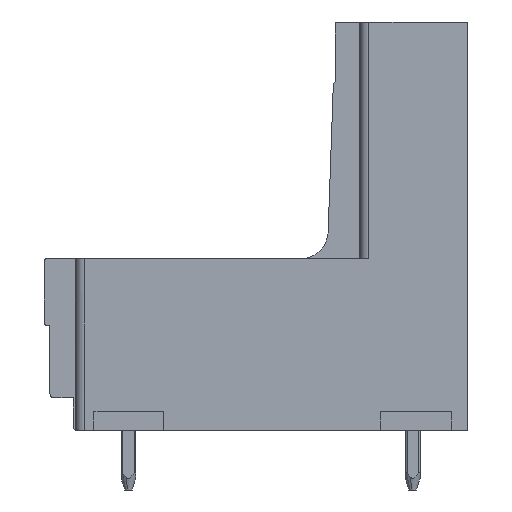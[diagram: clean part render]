
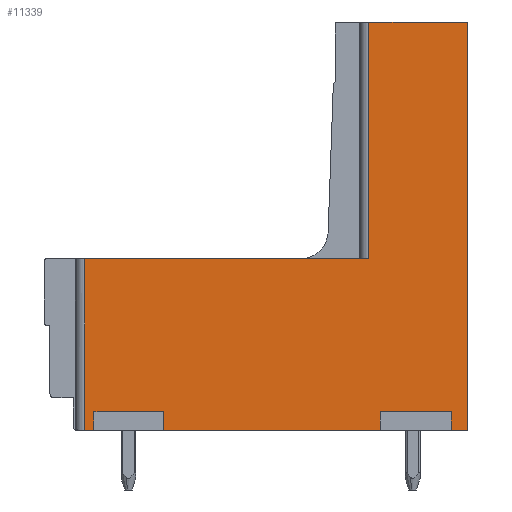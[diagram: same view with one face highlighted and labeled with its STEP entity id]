
A CAD part, left-side view. The second image highlights one B-rep face of the part: STEP entity #11339.
In plain terms, the highlighted planar face has unit normal (-1, 0, 0).
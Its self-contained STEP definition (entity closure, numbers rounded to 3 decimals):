
#11278=AXIS2_PLACEMENT_3D('Plane Axis2P3D',#11275,#11276,#11277) ;
#194=CARTESIAN_POINT('Vertex',(0.,0.,3.2)) ;
#197=CARTESIAN_POINT('Line Origine',(0.,0.435,3.2)) ;
#201=CARTESIAN_POINT('Vertex',(0.,0.87,3.2)) ;
#250=CARTESIAN_POINT('Vertex',(0.,4.69,3.2)) ;
#253=CARTESIAN_POINT('Line Origine',(0.,10.495,3.2)) ;
#257=CARTESIAN_POINT('Vertex',(0.,16.3,3.2)) ;
#278=CARTESIAN_POINT('Vertex',(0.,20.04,3.2)) ;
#281=CARTESIAN_POINT('Line Origine',(0.,20.29,3.2)) ;
#285=CARTESIAN_POINT('Vertex',(0.,20.54,3.2)) ;
#9504=CARTESIAN_POINT('Vertex',(0.,5.3,25.1)) ;
#9507=CARTESIAN_POINT('Line Origine',(0.,2.65,25.1)) ;
#9511=CARTESIAN_POINT('Vertex',(0.,0.,25.1)) ;
#10928=CARTESIAN_POINT('Line Origine',(0.,0.,14.15)) ;
#11195=CARTESIAN_POINT('Line Origine',(0.,20.54,14.15)) ;
#11199=CARTESIAN_POINT('Vertex',(0.,20.54,12.4)) ;
#11260=CARTESIAN_POINT('Vertex',(0.,5.3,12.4)) ;
#11263=CARTESIAN_POINT('Line Origine',(0.,5.3,14.15)) ;
#11275=CARTESIAN_POINT('Axis2P3D Location',(0.,0.,0.)) ;
#11280=CARTESIAN_POINT('Line Origine',(0.,12.92,12.4)) ;
#11285=CARTESIAN_POINT('Line Origine',(0.,20.04,3.7)) ;
#11289=CARTESIAN_POINT('Vertex',(0.,20.04,4.2)) ;
#11292=CARTESIAN_POINT('Line Origine',(0.,18.17,4.2)) ;
#11296=CARTESIAN_POINT('Vertex',(0.,16.3,4.2)) ;
#11299=CARTESIAN_POINT('Line Origine',(0.,16.3,3.7)) ;
#11304=CARTESIAN_POINT('Line Origine',(0.,4.69,3.7)) ;
#11308=CARTESIAN_POINT('Vertex',(0.,4.69,4.2)) ;
#11311=CARTESIAN_POINT('Line Origine',(0.,2.78,4.2)) ;
#11315=CARTESIAN_POINT('Vertex',(0.,0.87,4.2)) ;
#11318=CARTESIAN_POINT('Line Origine',(0.,0.87,3.7)) ;
#198=DIRECTION('Vector Direction',(0.,1.,0.)) ;
#254=DIRECTION('Vector Direction',(0.,1.,0.)) ;
#282=DIRECTION('Vector Direction',(0.,1.,0.)) ;
#9508=DIRECTION('Vector Direction',(0.,-1.,0.)) ;
#10929=DIRECTION('Vector Direction',(0.,0.,-1.)) ;
#11196=DIRECTION('Vector Direction',(0.,0.,1.)) ;
#11264=DIRECTION('Vector Direction',(0.,0.,1.)) ;
#11276=DIRECTION('Axis2P3D Direction',(-1.,0.,0.)) ;
#11277=DIRECTION('Axis2P3D XDirection',(0.,0.,1.)) ;
#11281=DIRECTION('Vector Direction',(0.,-1.,0.)) ;
#11286=DIRECTION('Vector Direction',(0.,0.,-1.)) ;
#11293=DIRECTION('Vector Direction',(0.,-1.,0.)) ;
#11300=DIRECTION('Vector Direction',(0.,0.,1.)) ;
#11305=DIRECTION('Vector Direction',(0.,0.,-1.)) ;
#11312=DIRECTION('Vector Direction',(0.,-1.,0.)) ;
#11319=DIRECTION('Vector Direction',(0.,0.,1.)) ;
#199=VECTOR('Line Direction',#198,1.) ;
#255=VECTOR('Line Direction',#254,1.) ;
#283=VECTOR('Line Direction',#282,1.) ;
#9509=VECTOR('Line Direction',#9508,1.) ;
#10930=VECTOR('Line Direction',#10929,1.) ;
#11197=VECTOR('Line Direction',#11196,1.) ;
#11265=VECTOR('Line Direction',#11264,1.) ;
#11282=VECTOR('Line Direction',#11281,1.) ;
#11287=VECTOR('Line Direction',#11286,1.) ;
#11294=VECTOR('Line Direction',#11293,1.) ;
#11301=VECTOR('Line Direction',#11300,1.) ;
#11306=VECTOR('Line Direction',#11305,1.) ;
#11313=VECTOR('Line Direction',#11312,1.) ;
#11320=VECTOR('Line Direction',#11319,1.) ;
#11324=ORIENTED_EDGE('',*,*,#11284,.F.) ;
#11325=ORIENTED_EDGE('',*,*,#11201,.T.) ;
#11326=ORIENTED_EDGE('',*,*,#287,.T.) ;
#11327=ORIENTED_EDGE('',*,*,#11291,.T.) ;
#11328=ORIENTED_EDGE('',*,*,#11298,.T.) ;
#11329=ORIENTED_EDGE('',*,*,#11303,.T.) ;
#11330=ORIENTED_EDGE('',*,*,#259,.T.) ;
#11331=ORIENTED_EDGE('',*,*,#11310,.T.) ;
#11332=ORIENTED_EDGE('',*,*,#11317,.T.) ;
#11333=ORIENTED_EDGE('',*,*,#11322,.T.) ;
#11334=ORIENTED_EDGE('',*,*,#203,.T.) ;
#11335=ORIENTED_EDGE('',*,*,#10932,.T.) ;
#11336=ORIENTED_EDGE('',*,*,#9513,.T.) ;
#11337=ORIENTED_EDGE('',*,*,#11267,.T.) ;
#11339=ADVANCED_FACE('HOUSING',(#11338),#11279,.T.) ;
#203=EDGE_CURVE('',#202,#195,#200,.F.) ;
#259=EDGE_CURVE('',#258,#251,#256,.F.) ;
#287=EDGE_CURVE('',#286,#279,#284,.F.) ;
#9513=EDGE_CURVE('',#9512,#9505,#9510,.F.) ;
#10932=EDGE_CURVE('',#195,#9512,#10931,.F.) ;
#11201=EDGE_CURVE('',#11200,#286,#11198,.F.) ;
#11267=EDGE_CURVE('',#9505,#11261,#11266,.F.) ;
#11284=EDGE_CURVE('',#11200,#11261,#11283,.T.) ;
#11291=EDGE_CURVE('',#279,#11290,#11288,.F.) ;
#11298=EDGE_CURVE('',#11290,#11297,#11295,.T.) ;
#11303=EDGE_CURVE('',#11297,#258,#11302,.F.) ;
#11310=EDGE_CURVE('',#251,#11309,#11307,.F.) ;
#11317=EDGE_CURVE('',#11309,#11316,#11314,.T.) ;
#11322=EDGE_CURVE('',#11316,#202,#11321,.F.) ;
#11323=EDGE_LOOP('',(#11324,#11325,#11326,#11327,#11328,#11329,#11330,#11331,#11332,#11333,#11334,#11335,#11336,#11337)) ;
#11338=FACE_OUTER_BOUND('',#11323,.T.) ;
#200=LINE('Line',#197,#199) ;
#256=LINE('Line',#253,#255) ;
#284=LINE('Line',#281,#283) ;
#9510=LINE('Line',#9507,#9509) ;
#10931=LINE('Line',#10928,#10930) ;
#11198=LINE('Line',#11195,#11197) ;
#11266=LINE('Line',#11263,#11265) ;
#11283=LINE('Line',#11280,#11282) ;
#11288=LINE('Line',#11285,#11287) ;
#11295=LINE('Line',#11292,#11294) ;
#11302=LINE('Line',#11299,#11301) ;
#11307=LINE('Line',#11304,#11306) ;
#11314=LINE('Line',#11311,#11313) ;
#11321=LINE('Line',#11318,#11320) ;
#11279=PLANE('',#11278) ;
#195=VERTEX_POINT('',#194) ;
#202=VERTEX_POINT('',#201) ;
#251=VERTEX_POINT('',#250) ;
#258=VERTEX_POINT('',#257) ;
#279=VERTEX_POINT('',#278) ;
#286=VERTEX_POINT('',#285) ;
#9505=VERTEX_POINT('',#9504) ;
#9512=VERTEX_POINT('',#9511) ;
#11200=VERTEX_POINT('',#11199) ;
#11261=VERTEX_POINT('',#11260) ;
#11290=VERTEX_POINT('',#11289) ;
#11297=VERTEX_POINT('',#11296) ;
#11309=VERTEX_POINT('',#11308) ;
#11316=VERTEX_POINT('',#11315) ;
